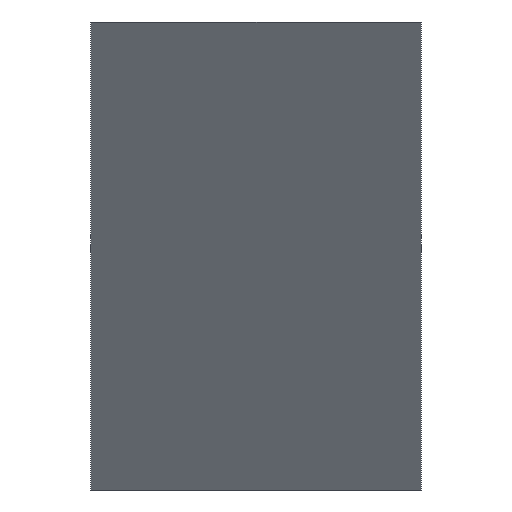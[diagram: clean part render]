
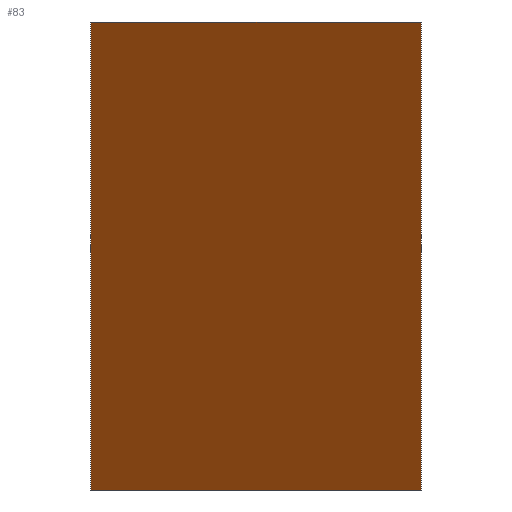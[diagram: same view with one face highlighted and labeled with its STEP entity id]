
A CAD part, front view. The second image highlights one B-rep face of the part: STEP entity #83.
In plain terms, the highlighted planar face has unit normal (-0.707, -0.707, 0).
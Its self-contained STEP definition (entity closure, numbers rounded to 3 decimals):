
#2 = CARTESIAN_POINT ( 'NONE',  ( 55.477, 13.776, 5. ) ) ;
#4 = CARTESIAN_POINT ( 'NONE',  ( 59.012, 10.24, 0. ) ) ;
#5 = VECTOR ( 'NONE', #137, 1000. ) ;
#9 = VECTOR ( 'NONE', #17, 1000. ) ;
#12 = ORIENTED_EDGE ( 'NONE', *, *, #138, .F. ) ;
#13 = DIRECTION ( 'NONE',  ( -0.707, 0.707, 0. ) ) ;
#17 = DIRECTION ( 'NONE',  ( 0.707, -0.707, 0. ) ) ;
#18 = CARTESIAN_POINT ( 'NONE',  ( 55.477, 13.776, 5. ) ) ;
#58 = ORIENTED_EDGE ( 'NONE', *, *, #64, .T. ) ;
#64 = EDGE_CURVE ( 'NONE', #149, #77, #139, .T. ) ;
#68 = CARTESIAN_POINT ( 'NONE',  ( 55.477, 13.776, 0. ) ) ;
#77 = VERTEX_POINT ( 'NONE', #93 ) ;
#80 = CARTESIAN_POINT ( 'NONE',  ( 55.477, 13.776, 5. ) ) ;
#83 = ADVANCED_FACE ( 'NONE', ( #185 ), #157, .F. ) ;
#92 = ORIENTED_EDGE ( 'NONE', *, *, #133, .T. ) ;
#93 = CARTESIAN_POINT ( 'NONE',  ( 59.012, 10.24, 5. ) ) ;
#105 = VECTOR ( 'NONE', #171, 1000. ) ;
#106 = CARTESIAN_POINT ( 'NONE',  ( 55.477, 13.776, 0. ) ) ;
#107 = VERTEX_POINT ( 'NONE', #106 ) ;
#127 = LINE ( 'NONE', #80, #134 ) ;
#131 = ORIENTED_EDGE ( 'NONE', *, *, #154, .T. ) ;
#133 = EDGE_CURVE ( 'NONE', #186, #107, #127, .T. ) ;
#134 = VECTOR ( 'NONE', #162, 1000. ) ;
#137 = DIRECTION ( 'NONE',  ( 0., 0., 1. ) ) ;
#138 = EDGE_CURVE ( 'NONE', #186, #77, #192, .T. ) ;
#139 = LINE ( 'NONE', #184, #5 ) ;
#142 = LINE ( 'NONE', #68, #9 ) ;
#149 = VERTEX_POINT ( 'NONE', #4 ) ;
#152 = AXIS2_PLACEMENT_3D ( 'NONE', #203, #167, #13 ) ;
#154 = EDGE_CURVE ( 'NONE', #107, #149, #142, .T. ) ;
#155 = EDGE_LOOP ( 'NONE', ( #58, #12, #92, #131 ) ) ;
#157 = PLANE ( 'NONE',  #152 ) ;
#162 = DIRECTION ( 'NONE',  ( 0., 0., -1. ) ) ;
#167 = DIRECTION ( 'NONE',  ( 0.707, 0.707, 0. ) ) ;
#171 = DIRECTION ( 'NONE',  ( 0.707, -0.707, 0. ) ) ;
#184 = CARTESIAN_POINT ( 'NONE',  ( 59.012, 10.24, 5. ) ) ;
#185 = FACE_OUTER_BOUND ( 'NONE', #155, .T. ) ;
#186 = VERTEX_POINT ( 'NONE', #18 ) ;
#192 = LINE ( 'NONE', #2, #105 ) ;
#203 = CARTESIAN_POINT ( 'NONE',  ( 55.477, 13.776, 5. ) ) ;
